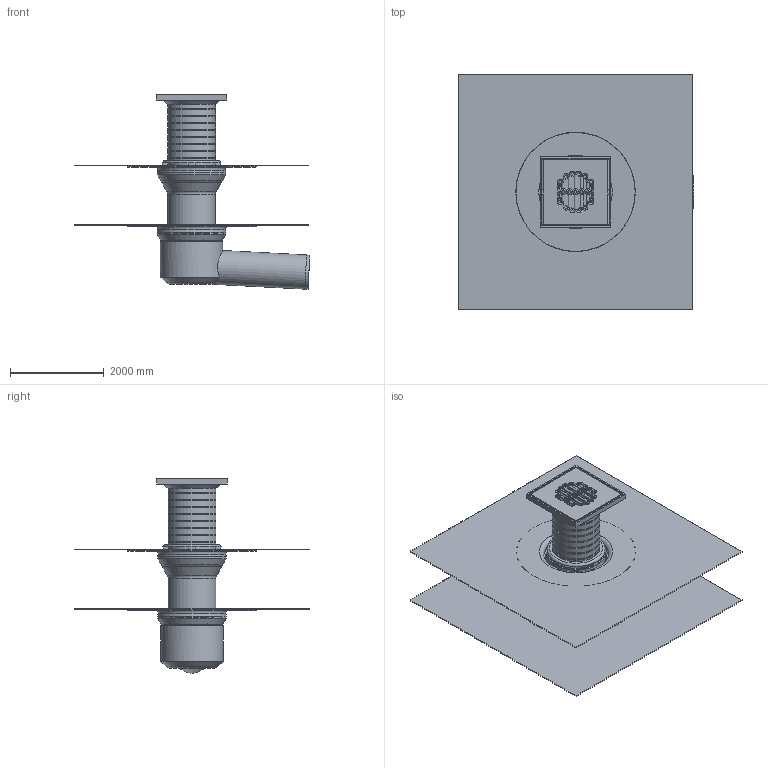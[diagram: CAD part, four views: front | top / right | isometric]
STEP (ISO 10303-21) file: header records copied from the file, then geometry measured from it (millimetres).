
FILE_DESCRIPTION(/* description */ (''),/* implementation_level */ '2;1');
FILE_NAME(/* name */ '16233.070X_3D.stp',/* time_stamp */ '2025-01-06T10:02:12+01:00',/* author */ ('c.rudolph'),/* organization */ (''),/* preprocessor_version */ 'ST-DEVELOPER v20',/* originating_system */ 'AutoCAD Mechanical',/* authorisation */ '');
FILE_SCHEMA (('AUTOMOTIVE_DESIGN { 1 0 10303 214 3 1 1 }'));
Length unit declared in the file: centimetre
Products named in the file (2): Product; *S0
Assembly tree (1 placements, depth 2):
  Product
    *S0
Bounding box: 5018.78 x 5000 x 4137.66 mm (x, y, z)
Volume: 1711369250.1 mm3; surface area: 186764624.7 mm2
Topology: 17 solids, 19 shells, 607 faces, 1424 edges, 875 vertices
Faces by surface type: plane 241, cylinder 181, torus 115, cone 62, sphere 8
Full cylindrical faces by diameter (mm): 35 x4, 80 x6, 698 x2, 730 x2, 960 x1, 980 x1, 1010 x8, 1020 x11, 1024 x1, 1150 x2, 1160 x4, 1200 x6, 1280 x1, 1330 x1, 1400 x4, 1430 x4, 1460 x2
Entity records: 18350 total; most frequent: CARTESIAN_POINT 3823, DIRECTION 3306, ORIENTED_EDGE 2844, EDGE_CURVE 1422, AXIS2_PLACEMENT_3D 1356, VERTEX_POINT 871, CIRCLE 726, EDGE_LOOP 681
